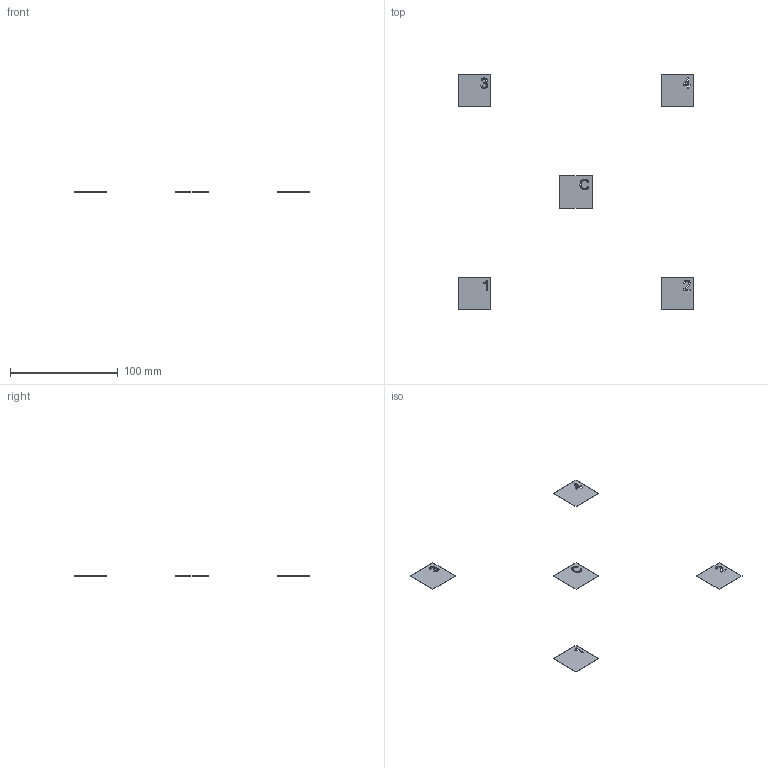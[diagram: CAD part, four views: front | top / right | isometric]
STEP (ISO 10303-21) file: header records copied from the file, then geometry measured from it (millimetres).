
FILE_DESCRIPTION(('HOOPS Exchange Step'),'2;1');
FILE_NAME('export-77395512-8984-45D2-8732-3D7A8B1EAB2B.stp','2026-02-25T00:38:26-19:00',('alexe'),('Alibre'),'HOOPS Exchange 2020.1','Alibre','Unknown authorisation');
FILE_SCHEMA( ('AP242_MANAGED_MODEL_BASED_3D_ENGINEERING_MIM_LF {1 0 10303 442 1 1 4 }') );
Length unit declared in the file: millimetre
Products named in the file (1): first_layer_test
Bounding box: 218 x 218 x 0.24 mm (x, y, z)
Volume: 1053.3 mm3; surface area: 8970.6 mm2
Topology: 6 solids, 6 shells, 117 faces, 315 edges, 210 vertices
Faces by surface type: plane 62, extrusion 55
Entity records: 3744 total; most frequent: CARTESIAN_POINT 974, ORIENTED_EDGE 630, DIRECTION 388, EDGE_CURVE 315, VECTOR 260, VERTEX_POINT 210, LINE 205, B_SPLINE_CURVE_WITH_KNOTS 165
